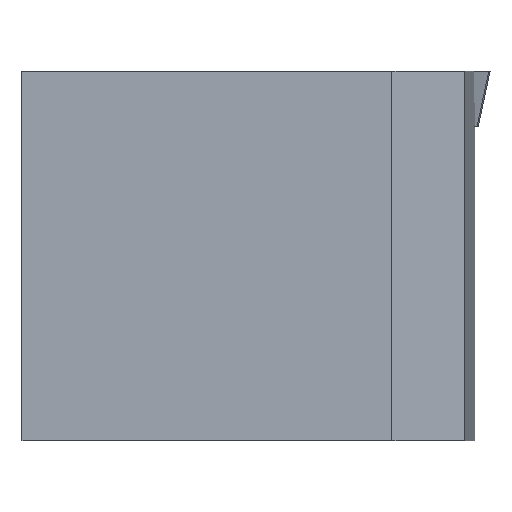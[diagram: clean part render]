
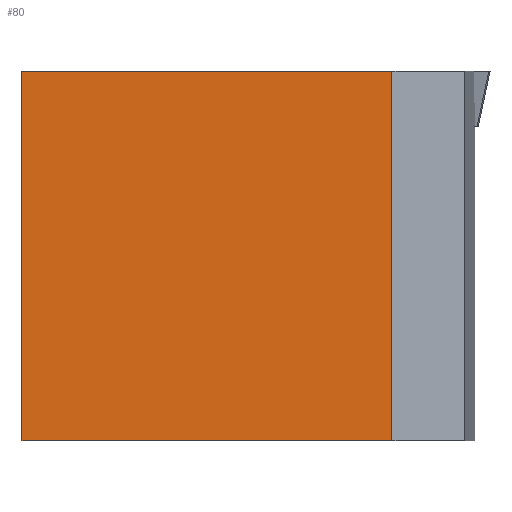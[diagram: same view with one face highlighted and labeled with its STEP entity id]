
A CAD part, front view. The second image highlights one B-rep face of the part: STEP entity #80.
In plain terms, the highlighted planar face has unit normal (0, -1, 0).
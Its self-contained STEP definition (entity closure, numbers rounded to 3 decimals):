
#80=ADVANCED_FACE('',(#116),#101,.T.);
#101=PLANE('',#401);
#116=FACE_OUTER_BOUND('',#132,.T.);
#132=EDGE_LOOP('',(#164,#165,#166,#167));
#164=ORIENTED_EDGE('',*,*,#287,.T.);
#165=ORIENTED_EDGE('',*,*,#288,.F.);
#166=ORIENTED_EDGE('',*,*,#289,.F.);
#167=ORIENTED_EDGE('',*,*,#285,.T.);
#252=VERTEX_POINT('',#541);
#253=VERTEX_POINT('',#543);
#254=VERTEX_POINT('',#547);
#255=VERTEX_POINT('',#549);
#285=EDGE_CURVE('',#253,#252,#331,.T.);
#287=EDGE_CURVE('',#252,#254,#333,.T.);
#288=EDGE_CURVE('',#255,#254,#334,.T.);
#289=EDGE_CURVE('',#253,#255,#335,.T.);
#331=LINE('',#542,#367);
#333=LINE('',#546,#369);
#334=LINE('',#548,#370);
#335=LINE('',#550,#371);
#367=VECTOR('',#439,1.);
#369=VECTOR('',#443,1.);
#370=VECTOR('',#444,1.);
#371=VECTOR('',#445,1.);
#401=AXIS2_PLACEMENT_3D('',#551,#446,#447);
#439=DIRECTION('',(0.,0.,1.));
#443=DIRECTION('',(-1.,0.,0.));
#444=DIRECTION('',(0.,0.,1.));
#445=DIRECTION('',(-1.,0.,0.));
#446=DIRECTION('',(0.,-1.,0.));
#447=DIRECTION('',(0.,0.,-1.));
#541=CARTESIAN_POINT('',(-4.529,-100.956,0.02));
#542=CARTESIAN_POINT('',(-4.529,-100.956,-15.98));
#543=CARTESIAN_POINT('',(-4.529,-100.956,-15.98));
#546=CARTESIAN_POINT('',(-4.529,-100.956,0.02));
#547=CARTESIAN_POINT('',(-20.529,-100.956,0.02));
#548=CARTESIAN_POINT('',(-20.529,-100.956,-15.98));
#549=CARTESIAN_POINT('',(-20.529,-100.956,-15.98));
#550=CARTESIAN_POINT('',(-4.529,-100.956,-15.98));
#551=CARTESIAN_POINT('',(-4.529,-100.956,-15.98));
